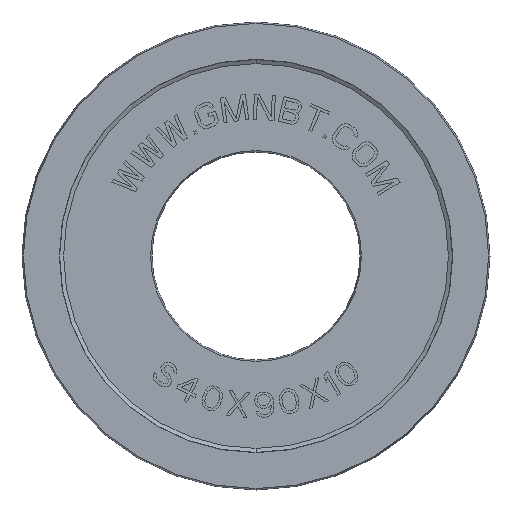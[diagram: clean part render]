
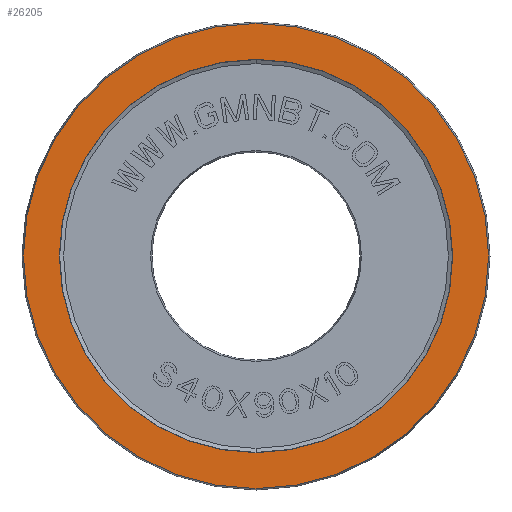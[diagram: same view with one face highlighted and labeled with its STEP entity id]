
A CAD part, front view. The second image highlights one B-rep face of the part: STEP entity #26205.
In plain terms, the highlighted planar face has unit normal (0, -1, 0).
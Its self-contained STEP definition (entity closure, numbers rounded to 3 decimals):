
#25478=CARTESIAN_POINT('',(0.,-5.,0.));
#25479=DIRECTION('',(0.,1.,0.));
#25480=DIRECTION('',(0.,0.,-1.));
#25481=AXIS2_PLACEMENT_3D('',#25478,#25479,#25480);
#25486=CARTESIAN_POINT('',(0.,-5.,0.));
#25487=DIRECTION('',(0.,-1.,0.));
#25488=DIRECTION('',(0.,0.,-1.));
#25489=AXIS2_PLACEMENT_3D('',#25486,#25487,#25488);
#25501=CARTESIAN_POINT('',(0.,-5.,0.));
#25502=DIRECTION('',(0.,-1.,0.));
#25503=DIRECTION('',(0.,0.,-1.));
#25504=AXIS2_PLACEMENT_3D('',#25501,#25502,#25503);
#25516=CARTESIAN_POINT('',(0.,-5.,0.));
#25517=DIRECTION('',(0.,1.,0.));
#25518=DIRECTION('',(0.,0.,-1.));
#25519=AXIS2_PLACEMENT_3D('',#25516,#25517,#25518);
#25882=CARTESIAN_POINT('',(0.,-5.,-37.816));
#25883=VERTEX_POINT('',#25882);
#25884=CARTESIAN_POINT('',(0.,-5.,-44.732));
#25886=VERTEX_POINT('',#25884);
#25926=CARTESIAN_POINT('',(0.,-5.,37.816));
#25927=VERTEX_POINT('',#25926);
#25928=CARTESIAN_POINT('',(0.,-5.,44.732));
#25930=VERTEX_POINT('',#25928);
#26190=CARTESIAN_POINT('',(0.,-5.,0.));
#26191=DIRECTION('',(0.,1.,0.));
#26192=DIRECTION('',(0.,0.,-1.));
#26193=AXIS2_PLACEMENT_3D('',#26190,#26191,#26192);
#26194=PLANE('',#26193);
#26196=ORIENTED_EDGE('',*,*,#26195,.F.);
#26198=ORIENTED_EDGE('',*,*,#26197,.T.);
#26199=EDGE_LOOP('',(#26196,#26198));
#26200=FACE_OUTER_BOUND('',#26199,.F.);
#26201=ORIENTED_EDGE('',*,*,#26183,.F.);
#26202=ORIENTED_EDGE('',*,*,#26172,.T.);
#26203=EDGE_LOOP('',(#26201,#26202));
#26204=FACE_BOUND('',#26203,.F.);
#25482=CIRCLE('',#25481,37.816);
#25490=CIRCLE('',#25489,37.816);
#25505=CIRCLE('',#25504,44.732);
#25520=CIRCLE('',#25519,44.732);
#26172=EDGE_CURVE('',#25883,#25927,#25490,.T.);
#26183=EDGE_CURVE('',#25883,#25927,#25482,.T.);
#26195=EDGE_CURVE('',#25886,#25930,#25505,.T.);
#26197=EDGE_CURVE('',#25886,#25930,#25520,.T.);
#26205=ADVANCED_FACE('',(#26200,#26204),#26194,.F.);
